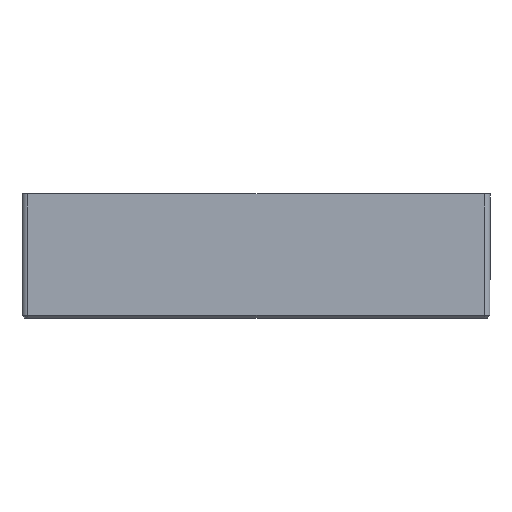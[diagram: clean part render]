
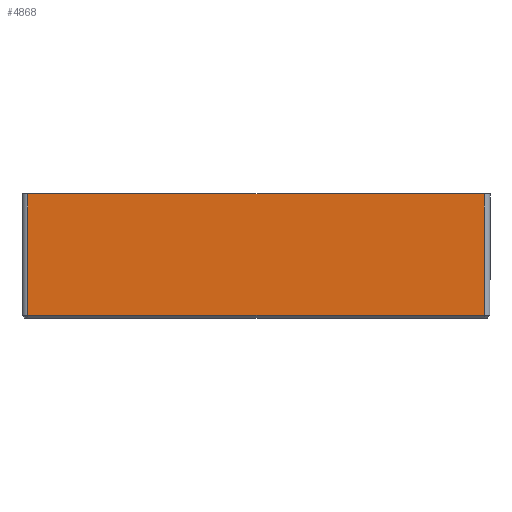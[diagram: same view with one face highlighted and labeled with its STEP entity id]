
A CAD part, left-side view. The second image highlights one B-rep face of the part: STEP entity #4868.
In plain terms, the highlighted planar face has unit normal (-1, 0, 0).
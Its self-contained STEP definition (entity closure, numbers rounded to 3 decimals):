
#265=FACE_OUTER_BOUND('',#526,.T.);
#526=EDGE_LOOP('',(#3383,#3384,#3385,#3386));
#872=LINE('',#7024,#1489);
#876=LINE('',#7033,#1493);
#877=LINE('',#7037,#1494);
#878=LINE('',#7038,#1495);
#1489=VECTOR('',#5683,10.);
#1493=VECTOR('',#5691,10.);
#1494=VECTOR('',#5696,10.);
#1495=VECTOR('',#5697,10.);
#2077=VERTEX_POINT('',#6981);
#2090=VERTEX_POINT('',#7018);
#2093=VERTEX_POINT('',#7032);
#2094=VERTEX_POINT('',#7036);
#2594=EDGE_CURVE('',#2077,#2090,#872,.T.);
#2598=EDGE_CURVE('',#2090,#2093,#876,.T.);
#2600=EDGE_CURVE('',#2094,#2077,#877,.T.);
#2601=EDGE_CURVE('',#2094,#2093,#878,.F.);
#3383=ORIENTED_EDGE('',*,*,#2594,.F.);
#3384=ORIENTED_EDGE('',*,*,#2600,.F.);
#3385=ORIENTED_EDGE('',*,*,#2601,.T.);
#3386=ORIENTED_EDGE('',*,*,#2598,.F.);
#4649=PLANE('',#5175);
#4868=ADVANCED_FACE('',(#265),#4649,.T.);
#5175=AXIS2_PLACEMENT_3D('',#7035,#5694,#5695);
#5683=DIRECTION('',(0.,1.,0.));
#5691=DIRECTION('',(0.,0.,1.));
#5694=DIRECTION('center_axis',(-1.,0.,0.));
#5695=DIRECTION('ref_axis',(0.,-1.,0.));
#5696=DIRECTION('',(0.,0.,-1.));
#5697=DIRECTION('',(0.,-1.,0.));
#6981=CARTESIAN_POINT('',(-40.,-39.,0.5));
#7018=CARTESIAN_POINT('',(-40.,39.,0.5));
#7024=CARTESIAN_POINT('',(-40.,20.,0.5));
#7032=CARTESIAN_POINT('',(-40.,39.,21.2));
#7033=CARTESIAN_POINT('',(-40.,39.,0.));
#7035=CARTESIAN_POINT('Origin',(-40.,40.,0.));
#7036=CARTESIAN_POINT('',(-40.,-39.,21.2));
#7037=CARTESIAN_POINT('',(-40.,-39.,0.));
#7038=CARTESIAN_POINT('',(-40.,20.,21.2));
